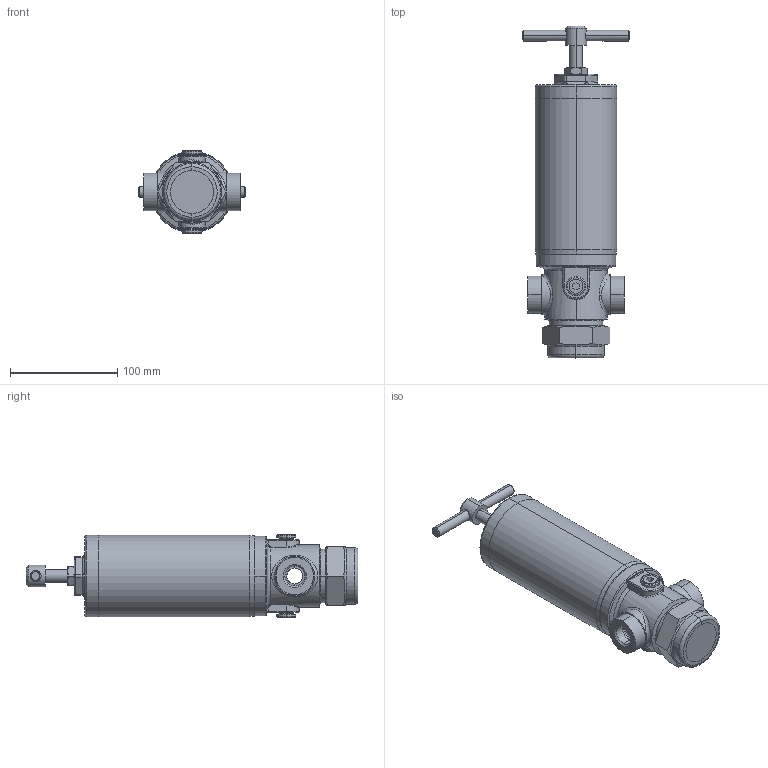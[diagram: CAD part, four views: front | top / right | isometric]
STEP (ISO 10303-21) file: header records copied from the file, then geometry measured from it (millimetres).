
FILE_DESCRIPTION (( 'STEP AP203' ), '1' );
FILE_NAME ('70 BG I G12 Female.STEP', '2017-12-11T09:56:29', ( '' ), ( '' ), 'SwSTEP 2.0', 'SolidWorks 2016', '' );
FILE_SCHEMA (( 'CONFIG_CONTROL_DESIGN' ));
Length unit declared in the file: millimetre
Products named in the file (1): 70 BG I G12 Female
Bounding box: 100 x 310.06 x 77 mm (x, y, z)
Volume: 326524.1 mm3; surface area: 149569.8 mm2
Topology: 8 solids, 8 shells, 410 faces, 900 edges, 527 vertices
Faces by surface type: cylinder 122, cone 101, plane 87, torus 72, bspline 28
Entity records: 14398 total; most frequent: CARTESIAN_POINT 5444, DIRECTION 1943, ORIENTED_EDGE 1800, EDGE_CURVE 900, AXIS2_PLACEMENT_3D 838, VERTEX_POINT 527, CIRCLE 455, EDGE_LOOP 447
